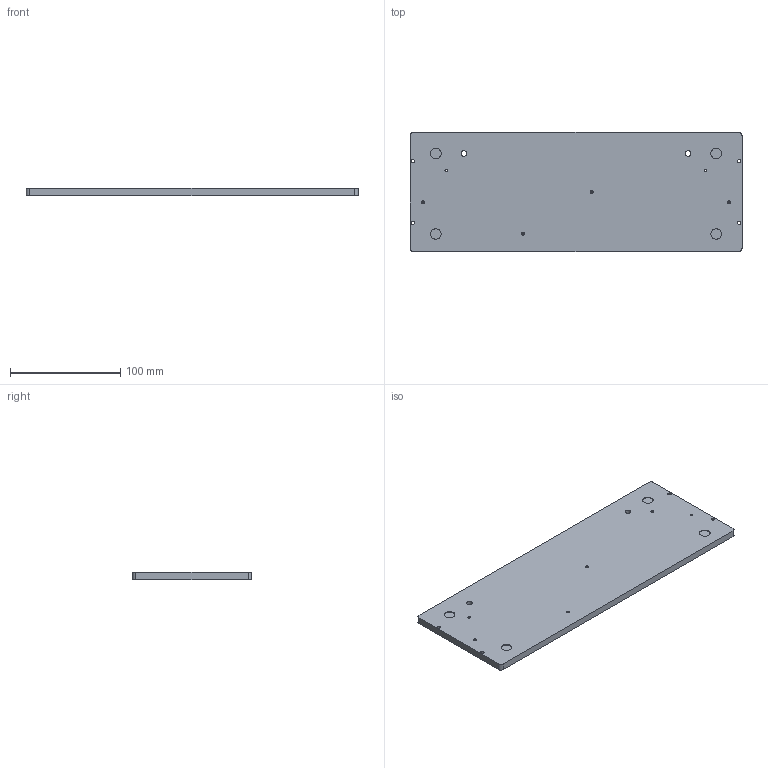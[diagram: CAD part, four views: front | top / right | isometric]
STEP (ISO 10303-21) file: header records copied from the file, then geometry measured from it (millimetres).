
FILE_DESCRIPTION(/* description */ (''),/* implementation_level */ '2;1');
FILE_NAME(/* name */ '4c4be83a-19c9-4f04-b12b-ba77bf55f630.stp',/* time_stamp */ '2018-04-12T19:30:33-07:00',/* author */ (''),/* organization */ (''),/* preprocessor_version */ 'ST-DEVELOPER v16.13',/* originating_system */ 'Autodesk Translation Framework v6.5.0.72',/* authorisation */ '');
FILE_SCHEMA (('AUTOMOTIVE_DESIGN { 1 0 10303 214 3 1 1 }'));
Length unit declared in the file: inch
Products named in the file (1): Flat Case
Bounding box: 300.99 x 107.95 x 6.35 mm (x, y, z)
Volume: 205529.3 mm3; surface area: 70701 mm2
Topology: 1 solids, 1 shells, 36 faces, 84 edges, 54 vertices
Faces by surface type: cylinder 20, plane 10, cone 6
Full cylindrical faces by diameter (mm): 2 x6, 2.946 x4, 5.116 x2, 9.601 x4
Entity records: 1136 total; most frequent: DIRECTION 204, CARTESIAN_POINT 175, ORIENTED_EDGE 168, EDGE_CURVE 84, AXIS2_PLACEMENT_3D 83, EDGE_LOOP 64, VERTEX_POINT 54, CIRCLE 46
